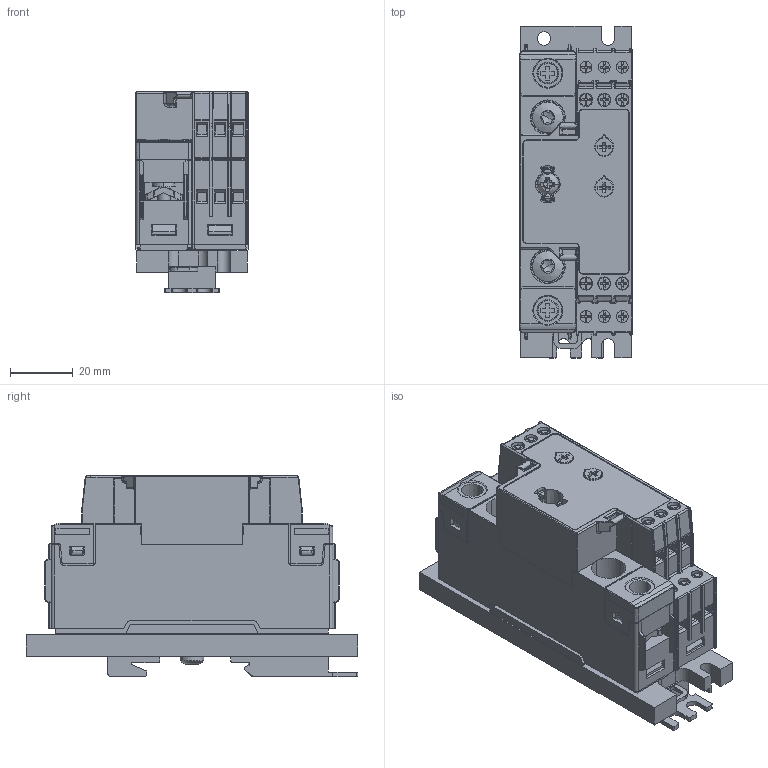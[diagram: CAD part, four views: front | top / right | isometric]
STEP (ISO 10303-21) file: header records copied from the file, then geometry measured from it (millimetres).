
FILE_DESCRIPTION((''),'2;1');
FILE_NAME('CGI1257-00-3D.stp','2015-03-24T09:19:26',(''),(''),'Mechanical Desktop 2011','Mechanical Desktop 2011',', , ');
FILE_SCHEMA(('CONFIG_CONTROL_DESIGN'));
Length unit declared in the file: millimetre
Products named in the file (2): Product; CGI1257-00
Assembly tree (1 placements, depth 2):
  Product
    CGI1257-00
Bounding box: 35.8 x 106 x 64.38 mm (x, y, z)
Volume: 157296.7 mm3; surface area: 42178.8 mm2
Topology: 1 solids, 7 shells, 2050 faces, 6174 edges, 4172 vertices
Faces by surface type: bspline 996, plane 606, cylinder 297, cone 101, torus 31, sphere 19
Entity records: 91509 total; most frequent: CARTESIAN_POINT 38905, ORIENTED_EDGE 12276, DIRECTION 9569, EDGE_CURVE 6138, VERTEX_POINT 4172, VECTOR 3357, LINE 3357, AXIS2_PLACEMENT_3D 3106
